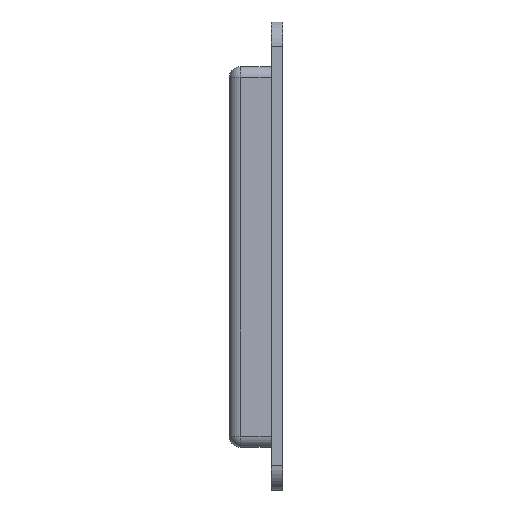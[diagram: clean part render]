
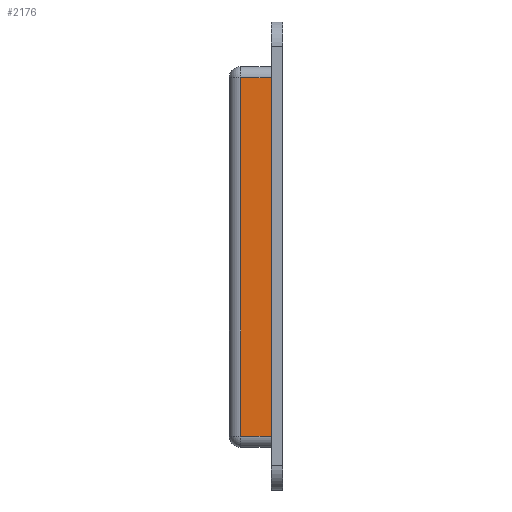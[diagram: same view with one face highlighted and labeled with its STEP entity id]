
A CAD part, left-side view. The second image highlights one B-rep face of the part: STEP entity #2176.
In plain terms, the highlighted planar face has unit normal (-1, 0, 0).
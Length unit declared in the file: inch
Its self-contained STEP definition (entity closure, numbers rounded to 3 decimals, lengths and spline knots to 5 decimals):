
#3 = DIRECTION ( 'NONE',  ( 0., -1., 0. ) ) ;
#28 = VERTEX_POINT ( 'NONE', #1514 ) ;
#85 = DIRECTION ( 'NONE',  ( 1., 0., 0. ) ) ;
#139 = VECTOR ( 'NONE', #3, 39.37008 ) ;
#140 = VECTOR ( 'NONE', #2353, 39.37008 ) ;
#178 = LINE ( 'NONE', #180, #2496 ) ;
#180 = CARTESIAN_POINT ( 'NONE',  ( -0.7874, 0., -0.66929 ) ) ;
#193 = LINE ( 'NONE', #1401, #140 ) ;
#271 = EDGE_CURVE ( 'NONE', #1320, #28, #1834, .T. ) ;
#293 = CARTESIAN_POINT ( 'NONE',  ( -0.7874, 0.14764, 0.62992 ) ) ;
#399 = ORIENTED_EDGE ( 'NONE', *, *, #1452, .T. ) ;
#467 = EDGE_CURVE ( 'NONE', #551, #1222, #2084, .T. ) ;
#486 = ORIENTED_EDGE ( 'NONE', *, *, #271, .T. ) ;
#551 = VERTEX_POINT ( 'NONE', #1148 ) ;
#851 = VECTOR ( 'NONE', #1751, 39.37008 ) ;
#1148 = CARTESIAN_POINT ( 'NONE',  ( -0.7874, 0., 0.62992 ) ) ;
#1220 = EDGE_CURVE ( 'NONE', #1222, #1320, #193, .T. ) ;
#1222 = VERTEX_POINT ( 'NONE', #2135 ) ;
#1231 = DIRECTION ( 'NONE',  ( 0., 0., 1. ) ) ;
#1282 = ORIENTED_EDGE ( 'NONE', *, *, #467, .T. ) ;
#1309 = PLANE ( 'NONE',  #1660 ) ;
#1320 = VERTEX_POINT ( 'NONE', #2638 ) ;
#1349 = CARTESIAN_POINT ( 'NONE',  ( -0.7874, 0.14764, -0.66929 ) ) ;
#1401 = CARTESIAN_POINT ( 'NONE',  ( -0.7874, 0.10827, -0.62992 ) ) ;
#1452 = EDGE_CURVE ( 'NONE', #28, #551, #178, .T. ) ;
#1482 = ORIENTED_EDGE ( 'NONE', *, *, #1220, .T. ) ;
#1514 = CARTESIAN_POINT ( 'NONE',  ( -0.7874, 0., -0.62992 ) ) ;
#1562 = DIRECTION ( 'NONE',  ( 0., 0., -1. ) ) ;
#1660 = AXIS2_PLACEMENT_3D ( 'NONE', #1349, #85, #1562 ) ;
#1751 = DIRECTION ( 'NONE',  ( 0., 1., 0. ) ) ;
#1831 = EDGE_LOOP ( 'NONE', ( #1282, #1482, #486, #399 ) ) ;
#1834 = LINE ( 'NONE', #1880, #139 ) ;
#1880 = CARTESIAN_POINT ( 'NONE',  ( -0.7874, 0.14764, -0.62992 ) ) ;
#2084 = LINE ( 'NONE', #293, #851 ) ;
#2135 = CARTESIAN_POINT ( 'NONE',  ( -0.7874, 0.10827, 0.62992 ) ) ;
#2176 = ADVANCED_FACE ( 'NONE', ( #2505 ), #1309, .F. ) ;
#2353 = DIRECTION ( 'NONE',  ( 0., 0., -1. ) ) ;
#2496 = VECTOR ( 'NONE', #1231, 39.37008 ) ;
#2505 = FACE_OUTER_BOUND ( 'NONE', #1831, .T. ) ;
#2638 = CARTESIAN_POINT ( 'NONE',  ( -0.7874, 0.10827, -0.62992 ) ) ;
